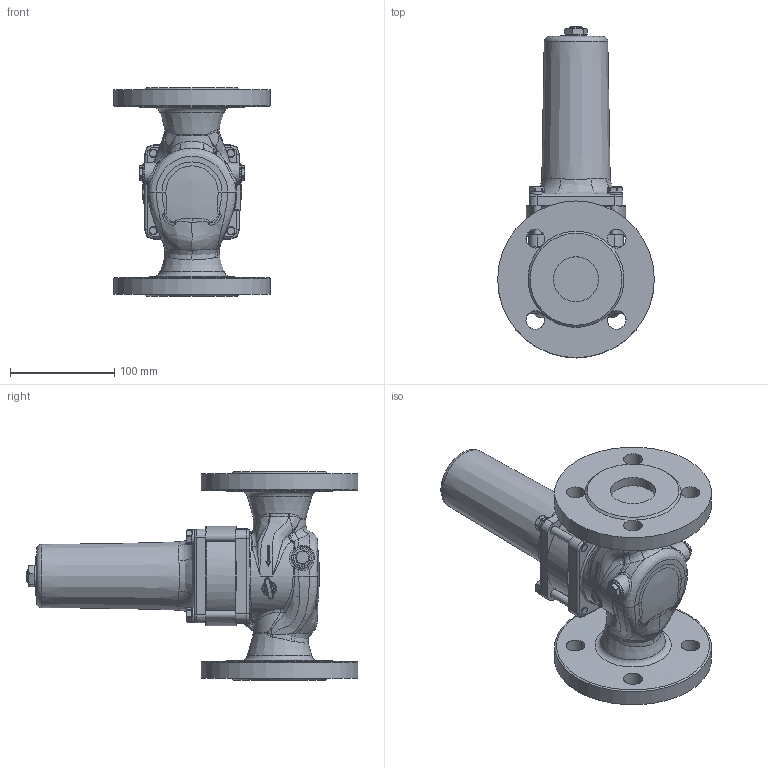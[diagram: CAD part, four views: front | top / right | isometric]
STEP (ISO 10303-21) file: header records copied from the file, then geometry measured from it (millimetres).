
FILE_DESCRIPTION(/* description */ (''),/* implementation_level */ '2;1');
FILE_NAME(/* name */ '082406.stp',/* time_stamp */ '2024-01-22T10:53:17+01:00',/* author */ ('gninka'),/* organization */ (''),/* preprocessor_version */ 'ST-DEVELOPER v19',/* originating_system */ 'Autodesk Inventor 2023',/* authorisation */ '');
FILE_SCHEMA (('AUTOMOTIVE_DESIGN { 1 0 10303 214 3 1 1 }'));
Products named in the file (1): 082406-45330.20240122_step
Bounding box: 150 x 317.57 x 200 mm (x, y, z)
Volume: 2032101.4 mm3; surface area: 185745.1 mm2
Topology: 1 solids, 1 shells, 747 faces, 1929 edges, 1199 vertices
Faces by surface type: bspline 263, cylinder 189, plane 187, cone 70, torus 33, sphere 5
Full cylindrical faces by diameter (mm): 3 x1, 8 x8, 8.5 x4, 10 x3, 12 x1, 18 x10, 20 x1, 43.1 x2, 95 x1, 150 x2
Entity records: 38510 total; most frequent: CARTESIAN_POINT 22173, ORIENTED_EDGE 3840, DIRECTION 2772, EDGE_CURVE 1920, VERTEX_POINT 1199, AXIS2_PLACEMENT_3D 1124, EDGE_LOOP 805, FACE_OUTER_BOUND 747
